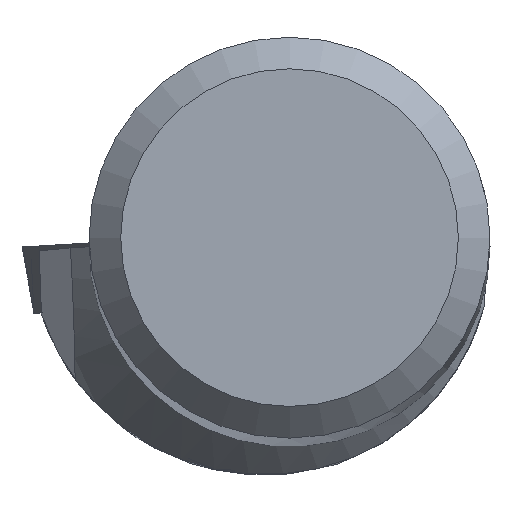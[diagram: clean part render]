
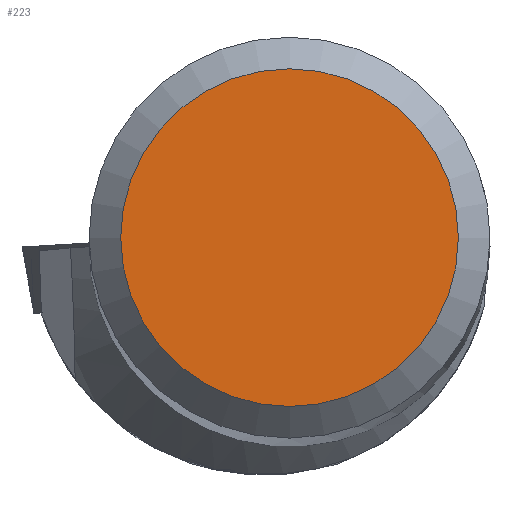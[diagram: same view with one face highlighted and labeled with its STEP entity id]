
A CAD part, top view. The second image highlights one B-rep face of the part: STEP entity #223.
In plain terms, the highlighted planar face has unit normal (0, 0, 1).
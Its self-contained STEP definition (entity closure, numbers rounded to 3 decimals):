
#175=FACE_OUTER_BOUND('',#439,.T.);
#223=ADVANCED_FACE('',(#175),#261,.T.);
#261=PLANE('',#1078);
#439=EDGE_LOOP('',(#603));
#603=ORIENTED_EDGE('',*,*,#885,.T.);
#781=VERTEX_POINT('',#1734);
#885=EDGE_CURVE('',#781,#781,#937,.T.);
#937=CIRCLE('',#1077,8.016);
#1077=AXIS2_PLACEMENT_3D('',#1733,#1292,#1293);
#1078=AXIS2_PLACEMENT_3D('',#1735,#1294,#1295);
#1292=DIRECTION('',(0.,0.,1.));
#1293=DIRECTION('',(1.,0.,0.));
#1294=DIRECTION('',(0.,0.,1.));
#1295=DIRECTION('',(1.,0.,0.));
#1733=CARTESIAN_POINT('',(0.,0.,0.));
#1734=CARTESIAN_POINT('',(8.016,0.,0.));
#1735=CARTESIAN_POINT('',(0.,0.,
0.));
